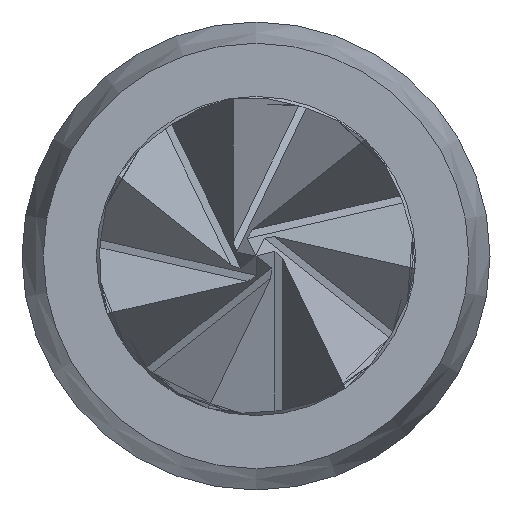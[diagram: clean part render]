
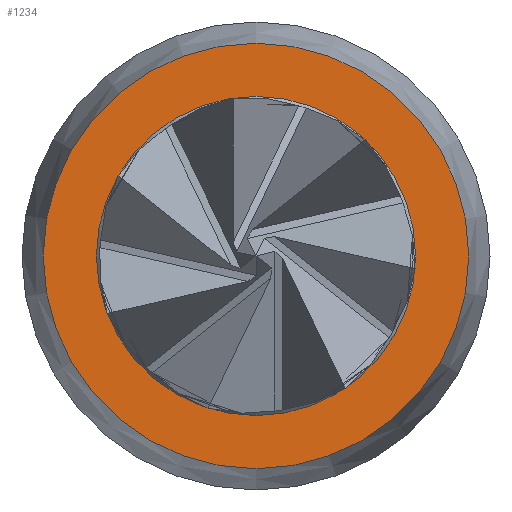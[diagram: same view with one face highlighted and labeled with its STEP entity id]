
A CAD part, left-side view. The second image highlights one B-rep face of the part: STEP entity #1234.
In plain terms, the highlighted planar face has unit normal (-1, 0, 0).
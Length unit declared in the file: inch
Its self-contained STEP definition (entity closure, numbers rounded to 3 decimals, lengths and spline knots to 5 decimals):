
#1 = DIRECTION ( 'NONE',  ( 1., 0., 0. ) ) ;
#25 = EDGE_CURVE ( 'NONE', #944, #944, #1230, .T. ) ;
#32 = DIRECTION ( 'NONE',  ( -1., 0., 0. ) ) ;
#91 = CIRCLE ( 'NONE', #998, 0.014 ) ;
#126 = DIRECTION ( 'NONE',  ( 0., 0., -1. ) ) ;
#143 = ORIENTED_EDGE ( 'NONE', *, *, #1563, .F. ) ;
#182 = CARTESIAN_POINT ( 'NONE',  ( 0., 0., -0.014 ) ) ;
#199 = FACE_OUTER_BOUND ( 'NONE', #1057, .T. ) ;
#310 = PLANE ( 'NONE',  #559 ) ;
#345 = DIRECTION ( 'NONE',  ( 0., 0., 1. ) ) ;
#559 = AXIS2_PLACEMENT_3D ( 'NONE', #1132, #32, #1414 ) ;
#641 = DIRECTION ( 'NONE',  ( -1., 0., 0. ) ) ;
#914 = AXIS2_PLACEMENT_3D ( 'NONE', #1728, #641, #345 ) ;
#944 = VERTEX_POINT ( 'NONE', #994 ) ;
#993 = ORIENTED_EDGE ( 'NONE', *, *, #25, .F. ) ;
#994 = CARTESIAN_POINT ( 'NONE',  ( 0., 0., 0.0105 ) ) ;
#998 = AXIS2_PLACEMENT_3D ( 'NONE', #1264, #1, #126 ) ;
#1057 = EDGE_LOOP ( 'NONE', ( #143 ) ) ;
#1132 = CARTESIAN_POINT ( 'NONE',  ( 0., 0.014, 0. ) ) ;
#1230 = CIRCLE ( 'NONE', #914, 0.0105 ) ;
#1234 = ADVANCED_FACE ( 'NONE', ( #1286, #199 ), #310, .T. ) ;
#1264 = CARTESIAN_POINT ( 'NONE',  ( 0., 0., 0. ) ) ;
#1286 = FACE_BOUND ( 'NONE', #1462, .T. ) ;
#1414 = DIRECTION ( 'NONE',  ( 0., 0., 1. ) ) ;
#1455 = VERTEX_POINT ( 'NONE', #182 ) ;
#1462 = EDGE_LOOP ( 'NONE', ( #993 ) ) ;
#1563 = EDGE_CURVE ( 'NONE', #1455, #1455, #91, .T. ) ;
#1728 = CARTESIAN_POINT ( 'NONE',  ( 0., 0., 0. ) ) ;
